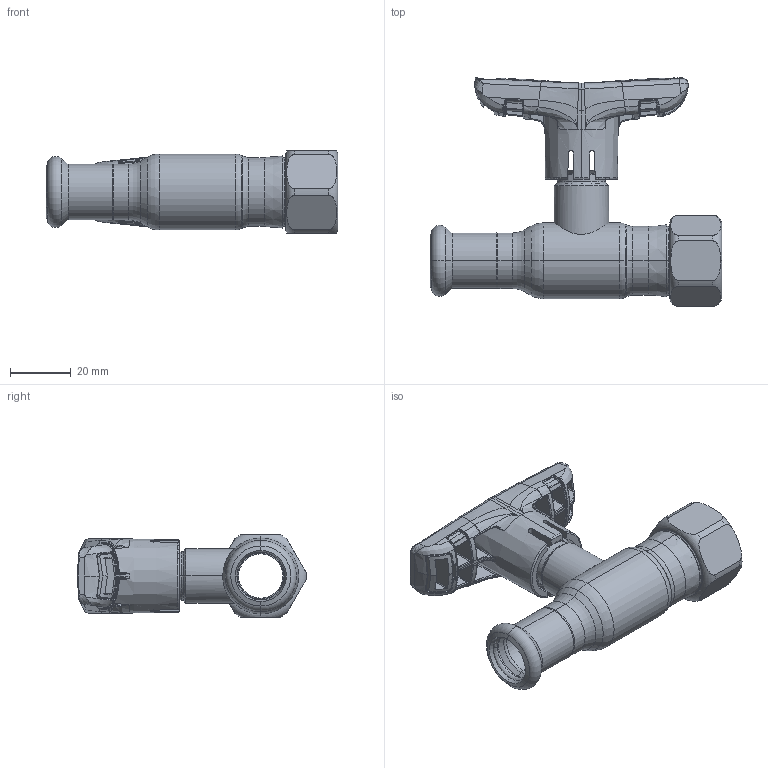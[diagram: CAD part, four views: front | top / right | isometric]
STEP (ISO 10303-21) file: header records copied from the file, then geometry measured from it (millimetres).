
FILE_DESCRIPTION (( 'STEP AP214' ), '1' );
FILE_NAME ('2010001010-0400.step', '2024-01-11T10:59:14', ( '' ), ( '' ), 'SwSTEP 2.0', 'SolidWorks 2021', '' );
FILE_SCHEMA (( 'AUTOMOTIVE_DESIGN' ));
Length unit declared in the file: millimetre
Products named in the file (1): 2010001010-0400
Bounding box: 96 x 75.28 x 27 mm (x, y, z)
Surface area: 20321 mm2 (no closed solid volume)
Topology: 0 solids, 8 shells, 746 faces, 2133 edges, 1323 vertices
Faces by surface type: bspline 576, plane 59, cylinder 40, cone 29, torus 27, sphere 15
Entity records: 56477 total; most frequent: CARTESIAN_POINT 33873, ORIENTED_EDGE 3801, EDGE_CURVE 2127, DIRECTION 1526, B_SPLINE_CURVE_WITH_KNOTS 1448, VERTEX_POINT 1323, EDGE_LOOP 754, UNCERTAINTY_MEASURE_WITH_UNIT 748
